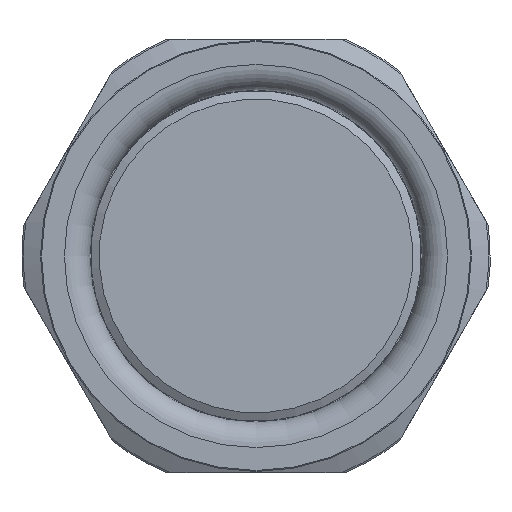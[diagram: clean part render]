
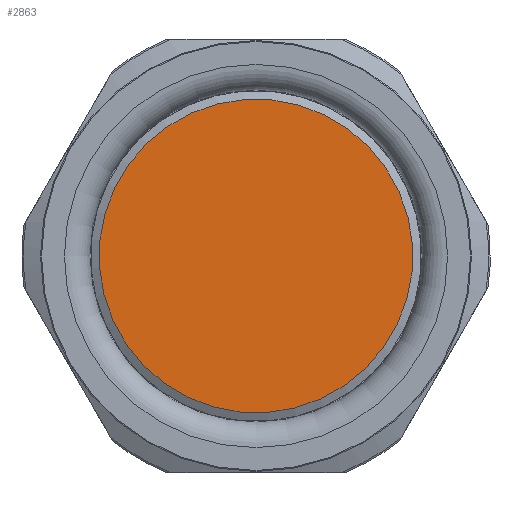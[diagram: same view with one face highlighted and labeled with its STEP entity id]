
A CAD part, left-side view. The second image highlights one B-rep face of the part: STEP entity #2863.
In plain terms, the highlighted face is planar.
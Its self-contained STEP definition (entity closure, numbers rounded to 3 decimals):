
#408=PLANE('',#3350);
#780=FACE_OUTER_BOUND('',#1110,.T.);
#1110=EDGE_LOOP('',(#2605));
#1309=CIRCLE('',#3349,30.78);
#1566=VERTEX_POINT('',#15966);
#1911=EDGE_CURVE('',#1566,#1566,#1309,.T.);
#2605=ORIENTED_EDGE('',*,*,#1911,.T.);
#2863=ADVANCED_FACE('',(#780),#408,.T.);
#3349=AXIS2_PLACEMENT_3D('',#15967,#4213,#4214);
#3350=AXIS2_PLACEMENT_3D('',#15968,#4215,#4216);
#4213=DIRECTION('center_axis',(1.,0.,0.));
#4214=DIRECTION('ref_axis',(0.,0.,-1.));
#4215=DIRECTION('center_axis',(1.,0.,0.));
#4216=DIRECTION('ref_axis',(0.,0.,-1.));
#15966=CARTESIAN_POINT('',(0.93,30.78,0.));
#15967=CARTESIAN_POINT('Origin',(0.93,0.,0.));
#15968=CARTESIAN_POINT('Origin',(0.93,0.,
0.));
